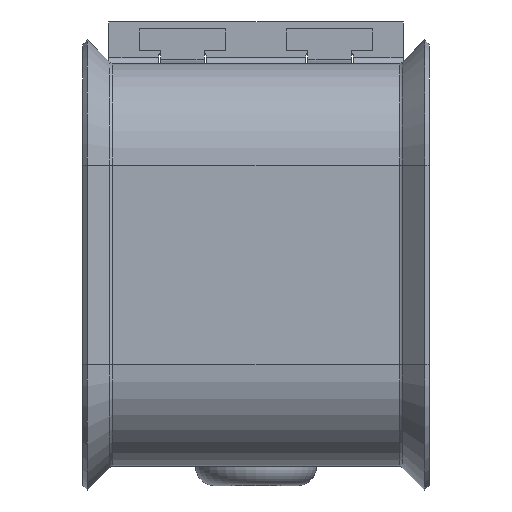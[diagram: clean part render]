
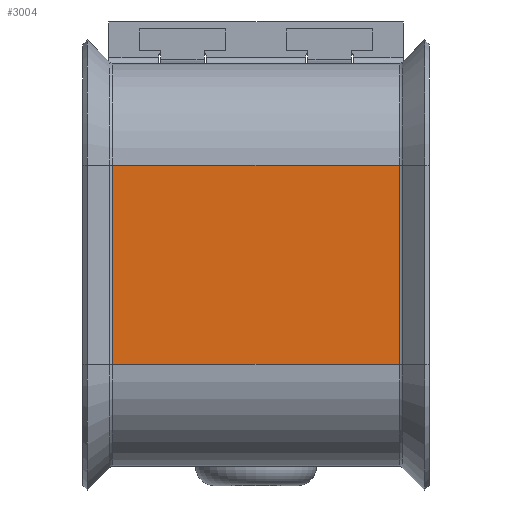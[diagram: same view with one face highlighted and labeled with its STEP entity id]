
A CAD part, front view. The second image highlights one B-rep face of the part: STEP entity #3004.
In plain terms, the highlighted planar face has unit normal (0, -1, 0).
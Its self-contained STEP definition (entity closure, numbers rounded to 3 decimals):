
#104 = CARTESIAN_POINT ( 'NONE',  ( 34.071, -98.5, -20. ) ) ;
#380 = ORIENTED_EDGE ( 'NONE', *, *, #3754, .T. ) ;
#451 = EDGE_LOOP ( 'NONE', ( #8007, #1340, #380, #3671 ) ) ;
#1207 = CARTESIAN_POINT ( 'NONE',  ( 34.071, -98.5, -66. ) ) ;
#1274 = LINE ( 'NONE', #10335, #9708 ) ;
#1340 = ORIENTED_EDGE ( 'NONE', *, *, #6955, .F. ) ;
#1413 = VECTOR ( 'NONE', #7260, 1000. ) ;
#1769 = LINE ( 'NONE', #8206, #8758 ) ;
#2218 = CARTESIAN_POINT ( 'NONE',  ( -33.036, -98.5, -20. ) ) ;
#2641 = VERTEX_POINT ( 'NONE', #8406 ) ;
#2651 = DIRECTION ( 'NONE',  ( 0., 0., 1. ) ) ;
#3004 = ADVANCED_FACE ( 'NONE', ( #10488 ), #5395, .F. ) ;
#3180 = CARTESIAN_POINT ( 'NONE',  ( -33.036, -98.5, -66. ) ) ;
#3671 = ORIENTED_EDGE ( 'NONE', *, *, #3977, .T. ) ;
#3754 = EDGE_CURVE ( 'NONE', #8276, #2641, #1274, .T. ) ;
#3977 = EDGE_CURVE ( 'NONE', #2641, #6271, #5610, .T. ) ;
#4570 = DIRECTION ( 'NONE',  ( 0., 0., 1. ) ) ;
#4632 = CARTESIAN_POINT ( 'NONE',  ( 33.036, -98.5, -66. ) ) ;
#4956 = DIRECTION ( 'NONE',  ( 0., 0., 1. ) ) ;
#5395 = PLANE ( 'NONE',  #6770 ) ;
#5432 = VERTEX_POINT ( 'NONE', #3180 ) ;
#5610 = LINE ( 'NONE', #104, #1413 ) ;
#6016 = EDGE_CURVE ( 'NONE', #5432, #6271, #10810, .T. ) ;
#6271 = VERTEX_POINT ( 'NONE', #2218 ) ;
#6376 = VECTOR ( 'NONE', #4956, 1000. ) ;
#6770 = AXIS2_PLACEMENT_3D ( 'NONE', #1207, #10443, #4570 ) ;
#6955 = EDGE_CURVE ( 'NONE', #8276, #5432, #1769, .T. ) ;
#7260 = DIRECTION ( 'NONE',  ( -1., 0., 0. ) ) ;
#7893 = DIRECTION ( 'NONE',  ( -1., 0., 0. ) ) ;
#8007 = ORIENTED_EDGE ( 'NONE', *, *, #6016, .F. ) ;
#8206 = CARTESIAN_POINT ( 'NONE',  ( 0., -98.5, -66. ) ) ;
#8226 = CARTESIAN_POINT ( 'NONE',  ( -33.036, -98.5, -66. ) ) ;
#8276 = VERTEX_POINT ( 'NONE', #4632 ) ;
#8406 = CARTESIAN_POINT ( 'NONE',  ( 33.036, -98.5, -20. ) ) ;
#8758 = VECTOR ( 'NONE', #7893, 1000. ) ;
#9708 = VECTOR ( 'NONE', #2651, 1000. ) ;
#10335 = CARTESIAN_POINT ( 'NONE',  ( 33.036, -98.5, -66. ) ) ;
#10443 = DIRECTION ( 'NONE',  ( 0., 1., 0. ) ) ;
#10488 = FACE_OUTER_BOUND ( 'NONE', #451, .T. ) ;
#10810 = LINE ( 'NONE', #8226, #6376 ) ;
